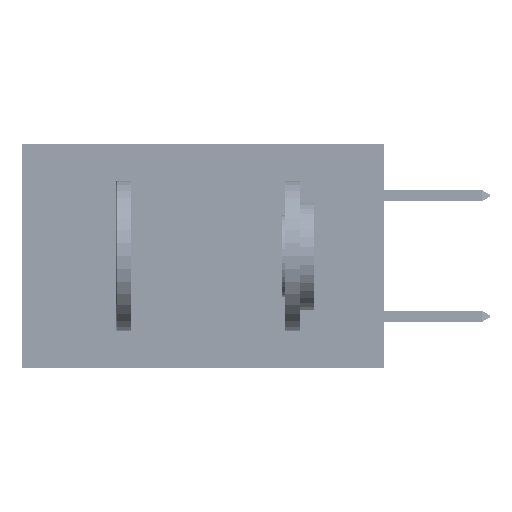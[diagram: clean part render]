
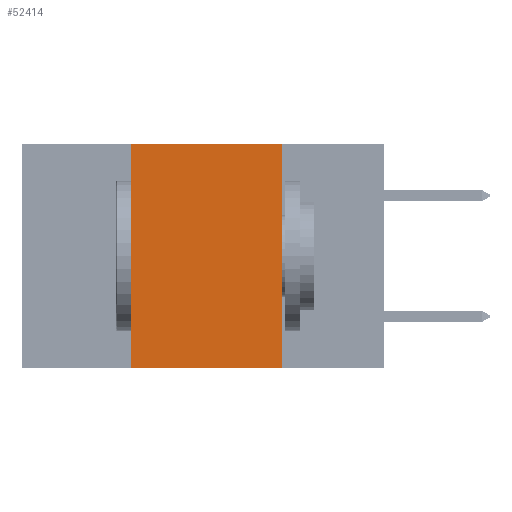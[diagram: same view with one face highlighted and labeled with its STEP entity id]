
A CAD part, left-side view. The second image highlights one B-rep face of the part: STEP entity #52414.
In plain terms, the highlighted planar face has unit normal (-1, 0, 0).
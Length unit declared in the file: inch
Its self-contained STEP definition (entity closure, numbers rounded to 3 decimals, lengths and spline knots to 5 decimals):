
#428 = EDGE_CURVE ( 'NONE', #50000, #42931, #38756, .T. ) ;
#605 = VERTEX_POINT ( 'NONE', #33238 ) ;
#1000 = AXIS2_PLACEMENT_3D ( 'NONE', #49204, #11770, #8155 ) ;
#8155 = DIRECTION ( 'NONE',  ( 0., 0., -1. ) ) ;
#8213 = CARTESIAN_POINT ( 'NONE',  ( 0., 0.42, 0. ) ) ;
#11044 = EDGE_LOOP ( 'NONE', ( #11589, #45606, #33299, #47357 ) ) ;
#11589 = ORIENTED_EDGE ( 'NONE', *, *, #17361, .F. ) ;
#11770 = DIRECTION ( 'NONE',  ( 1., 0., 0. ) ) ;
#16508 = LINE ( 'NONE', #20269, #39080 ) ;
#17330 = CARTESIAN_POINT ( 'NONE',  ( 0., 0.6, 0. ) ) ;
#17361 = EDGE_CURVE ( 'NONE', #605, #28187, #29042, .T. ) ;
#17889 = CARTESIAN_POINT ( 'NONE',  ( 0., 0.42, -0.37 ) ) ;
#20269 = CARTESIAN_POINT ( 'NONE',  ( 0., 0.6, -0.37 ) ) ;
#21128 = FACE_OUTER_BOUND ( 'NONE', #11044, .T. ) ;
#22175 = DIRECTION ( 'NONE',  ( 0., 0., -1. ) ) ;
#22665 = EDGE_CURVE ( 'NONE', #50000, #28187, #16508, .T. ) ;
#25625 = DIRECTION ( 'NONE',  ( 0., -1., 0. ) ) ;
#26504 = VECTOR ( 'NONE', #28586, 39.37008 ) ;
#27457 = LINE ( 'NONE', #17330, #47422 ) ;
#28187 = VERTEX_POINT ( 'NONE', #31634 ) ;
#28586 = DIRECTION ( 'NONE',  ( 0., 0., 1. ) ) ;
#28876 = PLANE ( 'NONE',  #1000 ) ;
#29042 = LINE ( 'NONE', #35296, #47061 ) ;
#31634 = CARTESIAN_POINT ( 'NONE',  ( 0., 0.17, -0.37 ) ) ;
#33238 = CARTESIAN_POINT ( 'NONE',  ( 0., 0.17, 0. ) ) ;
#33299 = ORIENTED_EDGE ( 'NONE', *, *, #428, .F. ) ;
#35296 = CARTESIAN_POINT ( 'NONE',  ( 0., 0.17, 0. ) ) ;
#38756 = LINE ( 'NONE', #8213, #26504 ) ;
#39080 = VECTOR ( 'NONE', #45628, 39.37008 ) ;
#42931 = VERTEX_POINT ( 'NONE', #48126 ) ;
#45606 = ORIENTED_EDGE ( 'NONE', *, *, #47248, .F. ) ;
#45628 = DIRECTION ( 'NONE',  ( 0., -1., 0. ) ) ;
#47061 = VECTOR ( 'NONE', #22175, 39.37008 ) ;
#47248 = EDGE_CURVE ( 'NONE', #42931, #605, #27457, .T. ) ;
#47357 = ORIENTED_EDGE ( 'NONE', *, *, #22665, .T. ) ;
#47422 = VECTOR ( 'NONE', #25625, 39.37008 ) ;
#48126 = CARTESIAN_POINT ( 'NONE',  ( 0., 0.42, 0. ) ) ;
#49204 = CARTESIAN_POINT ( 'NONE',  ( 0., 0.6, 0. ) ) ;
#50000 = VERTEX_POINT ( 'NONE', #17889 ) ;
#52414 = ADVANCED_FACE ( 'NONE', ( #21128 ), #28876, .F. ) ;
